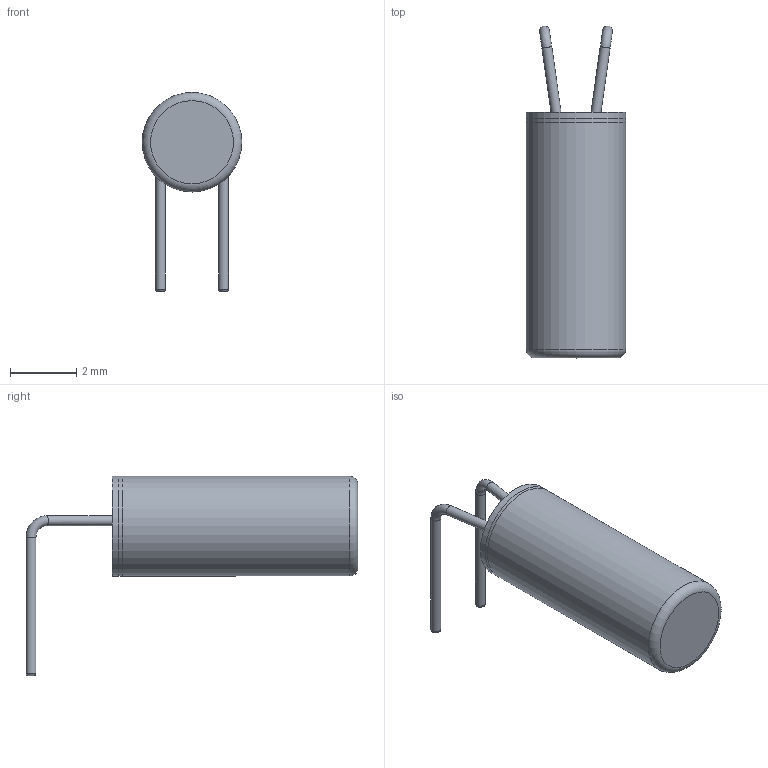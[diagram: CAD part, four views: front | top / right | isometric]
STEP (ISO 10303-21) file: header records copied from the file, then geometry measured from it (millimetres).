
FILE_DESCRIPTION(/* description */ ('model of Crystal_C38-LF_D3.0mm_L8.0mm_Horizontal_1EP_style2'),/* implementation_level */ '2;1');
FILE_NAME(/* name */ 'Crystal_C38-LF_D3.0mm_L8.0mm_Horizontal_1EP_style2.step',/* time_stamp */ '2019-07-07T07:40:41',/* author */ ('kicad StepUp','ksu'),/* organization */ ('FreeCAD'),/* preprocessor_version */ 'OCC',/* originating_system */ 'kicad StepUp',/* authorisation */ '');
FILE_SCHEMA(('AUTOMOTIVE_DESIGN { 1 0 10303 214 1 1 1 1 }'));
Length unit declared in the file: millimetre
Products named in the file (1): C38_LF_Horizontal_1EP_2
Bounding box: 3 x 10 x 6 mm (x, y, z)
Volume: 53.2 mm3; surface area: 95.8 mm2
Topology: 1 solids, 1 shells, 16 faces, 27 edges, 15 vertices
Faces by surface type: cylinder 7, torus 5, plane 4
Full cylindrical faces by diameter (mm): 0.3 x4, 3 x3
Entity records: 505 total; most frequent: DIRECTION 81, CARTESIAN_POINT 59, ORIENTED_EDGE 54, AXIS2_PLACEMENT_3D 37, EDGE_CURVE 27, FACE_BOUND 18, EDGE_LOOP 18, CIRCLE 18
